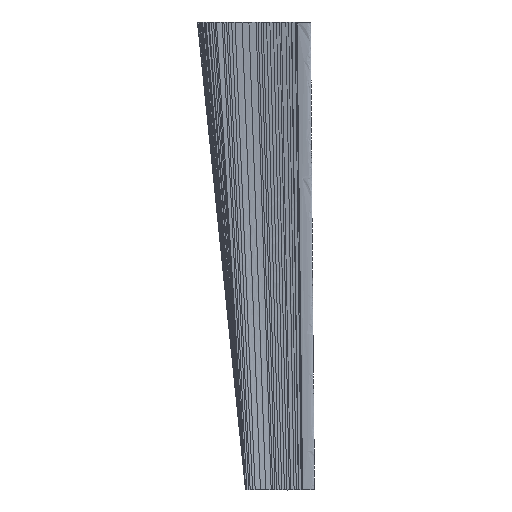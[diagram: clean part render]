
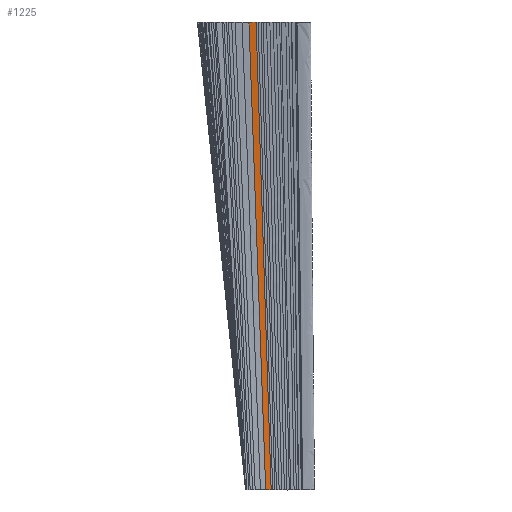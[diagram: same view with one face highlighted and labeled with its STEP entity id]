
A CAD part, top view. The second image highlights one B-rep face of the part: STEP entity #1225.
In plain terms, the highlighted free-form (B-spline) face has degree [3, 3] with [8, 4] control points.
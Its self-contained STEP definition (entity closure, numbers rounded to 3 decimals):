
#68=B_SPLINE_SURFACE_WITH_KNOTS('',3,3,((#4255,#4256,#4257,#4258),(#4259,
#4260,#4261,#4262),(#4263,#4264,#4265,#4266),(#4267,#4268,#4269,#4270),
(#4271,#4272,#4273,#4274),(#4275,#4276,#4277,#4278),(#4279,#4280,#4281,
#4282),(#4283,#4284,#4285,#4286)),.UNSPECIFIED.,.F.,.F.,.F.,(4,1,1,1,1,
4),(4,4),(0.,0.143,0.286,0.571,0.857,
1.),(0.,1.),.UNSPECIFIED.);
#163=FACE_OUTER_BOUND('',#226,.T.);
#226=EDGE_LOOP('',(#1136,#1137,#1138,#1139));
#271=B_SPLINE_CURVE_WITH_KNOTS('',5,(#2154,#2155,#2156,#2157,#2158,#2159,
#2160,#2161,#2162,#2163,#2164,#2165,#2166,#2167,#2168,#2169,#2170,#2171),
 .UNSPECIFIED.,.F.,.F.,(6,1,1,1,1,1,1,1,1,1,1,1,1,6),(0.804,
0.806,0.809,0.812,0.815,
0.818,0.822,0.825,0.828,
0.831,0.834,0.837,0.84,
0.842),.UNSPECIFIED.);
#286=LINE('',#1482,#393);
#378=LINE('',#4254,#485);
#379=LINE('',#4287,#486);
#393=VECTOR('',#1292,10.);
#485=VECTOR('',#1450,2031.235);
#486=VECTOR('',#1451,2031.58);
#501=VERTEX_POINT('',#1479);
#502=VERTEX_POINT('',#1481);
#607=VERTEX_POINT('',#2142);
#608=VERTEX_POINT('',#2153);
#624=EDGE_CURVE('',#502,#501,#286,.T.);
#730=EDGE_CURVE('',#607,#608,#271,.T.);
#792=EDGE_CURVE('',#607,#502,#378,.T.);
#793=EDGE_CURVE('',#608,#501,#379,.T.);
#1136=ORIENTED_EDGE('',*,*,#730,.F.);
#1137=ORIENTED_EDGE('',*,*,#792,.T.);
#1138=ORIENTED_EDGE('',*,*,#624,.T.);
#1139=ORIENTED_EDGE('',*,*,#793,.F.);
#1225=ADVANCED_FACE('',(#163),#68,.F.);
#1292=DIRECTION('',(-0.982,0.,-0.187));
#1450=DIRECTION('',(-0.032,0.999,-0.013));
#1451=DIRECTION('',(-0.036,0.999,-0.017));
#1479=CARTESIAN_POINT('',(-199.549,2030.,-28.783));
#1481=CARTESIAN_POINT('',(-168.676,2030.,-22.916));
#1482=CARTESIAN_POINT('',(-168.676,2030.,-22.916));
#2142=CARTESIAN_POINT('',(-103.311,0.,4.345));
#2153=CARTESIAN_POINT('',(-126.82,0.,4.794));
#2154=CARTESIAN_POINT('Ctrl Pts',(-103.311,0.,4.345));
#2155=CARTESIAN_POINT('Ctrl Pts',(-103.556,0.,4.348));
#2156=CARTESIAN_POINT('Ctrl Pts',(-104.14,0.,4.355));
#2157=CARTESIAN_POINT('Ctrl Pts',(-105.055,0.,4.365));
#2158=CARTESIAN_POINT('Ctrl Pts',(-106.282,0.,4.378));
#2159=CARTESIAN_POINT('Ctrl Pts',(-107.799,0.,4.394));
#2160=CARTESIAN_POINT('Ctrl Pts',(-109.386,0.,4.411));
#2161=CARTESIAN_POINT('Ctrl Pts',(-110.992,0.,4.428));
#2162=CARTESIAN_POINT('Ctrl Pts',(-112.663,0.,4.45));
#2163=CARTESIAN_POINT('Ctrl Pts',(-114.447,0.,4.478));
#2164=CARTESIAN_POINT('Ctrl Pts',(-116.377,0.,4.515));
#2165=CARTESIAN_POINT('Ctrl Pts',(-118.47,0.,4.562));
#2166=CARTESIAN_POINT('Ctrl Pts',(-120.716,0.,4.618));
#2167=CARTESIAN_POINT('Ctrl Pts',(-122.854,0.,4.676));
#2168=CARTESIAN_POINT('Ctrl Pts',(-124.572,0.,4.726));
#2169=CARTESIAN_POINT('Ctrl Pts',(-125.816,0.,4.763));
#2170=CARTESIAN_POINT('Ctrl Pts',(-126.568,0.,4.786));
#2171=CARTESIAN_POINT('Ctrl Pts',(-126.82,0.,4.794));
#4254=CARTESIAN_POINT('',(-103.311,0.,4.345));
#4255=CARTESIAN_POINT('Ctrl Pts',(-103.311,0.,4.345));
#4256=CARTESIAN_POINT('Ctrl Pts',(-125.099,676.667,-4.742));
#4257=CARTESIAN_POINT('Ctrl Pts',(-146.888,1353.333,-13.829));
#4258=CARTESIAN_POINT('Ctrl Pts',(-168.676,2030.,-22.916));
#4259=CARTESIAN_POINT('Ctrl Pts',(-104.306,0.,4.356));
#4260=CARTESIAN_POINT('Ctrl Pts',(-126.252,676.667,-4.828));
#4261=CARTESIAN_POINT('Ctrl Pts',(-148.2,1353.333,-14.012));
#4262=CARTESIAN_POINT('Ctrl Pts',(-170.146,2030.,-23.196));
#4263=CARTESIAN_POINT('Ctrl Pts',(-106.25,0.,4.378));
#4264=CARTESIAN_POINT('Ctrl Pts',(-128.529,676.667,-4.999));
#4265=CARTESIAN_POINT('Ctrl Pts',(-150.808,1353.333,-14.377));
#4266=CARTESIAN_POINT('Ctrl Pts',(-173.087,2030.,-23.754));
#4267=CARTESIAN_POINT('Ctrl Pts',(-109.954,0.,4.416));
#4268=CARTESIAN_POINT('Ctrl Pts',(-132.959,676.667,-5.347));
#4269=CARTESIAN_POINT('Ctrl Pts',(-155.963,1353.333,-15.109));
#4270=CARTESIAN_POINT('Ctrl Pts',(-178.967,2030.,-24.872));
#4271=CARTESIAN_POINT('Ctrl Pts',(-114.644,0.,4.47));
#4272=CARTESIAN_POINT('Ctrl Pts',(-138.534,676.667,-5.777));
#4273=CARTESIAN_POINT('Ctrl Pts',(-162.428,1353.333,-16.023));
#4274=CARTESIAN_POINT('Ctrl Pts',(-186.318,2030.,-26.269));
#4275=CARTESIAN_POINT('Ctrl Pts',(-121.024,0.,4.621));
#4276=CARTESIAN_POINT('Ctrl Pts',(-145.24,676.667,-6.141));
#4277=CARTESIAN_POINT('Ctrl Pts',(-169.452,1353.333,-16.904));
#4278=CARTESIAN_POINT('Ctrl Pts',(-193.669,2030.,-27.666));
#4279=CARTESIAN_POINT('Ctrl Pts',(-125.368,0.,4.749));
#4280=CARTESIAN_POINT('Ctrl Pts',(-149.602,676.667,-6.335));
#4281=CARTESIAN_POINT('Ctrl Pts',(-173.845,1353.333,-17.419));
#4282=CARTESIAN_POINT('Ctrl Pts',(-198.079,2030.,-28.504));
#4283=CARTESIAN_POINT('Ctrl Pts',(-126.82,0.,4.794));
#4284=CARTESIAN_POINT('Ctrl Pts',(-151.063,676.667,-6.398));
#4285=CARTESIAN_POINT('Ctrl Pts',(-175.306,1353.333,-17.591));
#4286=CARTESIAN_POINT('Ctrl Pts',(-199.549,2030.,-28.783));
#4287=CARTESIAN_POINT('',(-126.82,0.,4.794));
